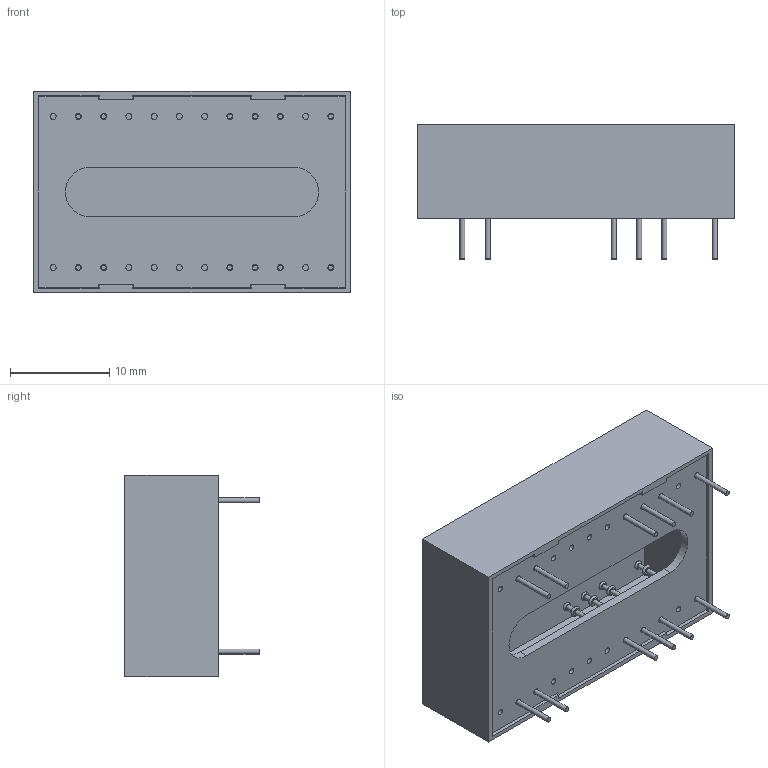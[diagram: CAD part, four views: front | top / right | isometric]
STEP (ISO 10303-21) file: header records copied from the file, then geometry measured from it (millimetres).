
FILE_DESCRIPTION(('FreeCAD Model'),'2;1');
FILE_NAME('Rxx-B_3D_20190725.step','2019-07-25T08:08:06',('Author'),(''), 'Open CASCADE STEP processor 7.3','FreeCAD','Unknown');
FILE_SCHEMA(('AUTOMOTIVE_DESIGN { 1 0 10303 214 1 1 1 1 }'));
Length unit declared in the file: millimetre
Products named in the file (14): Rxx-B_pin13(+Vout); Rxx-B_case; Rxx-B_pin3(-Vin); Rxx-B_pin12(+Vout); Rxx-B_pin16(Vref); Rxx-B_pin15(-Vout); Rxx-B_pin17(Vadj.); Rxx-B_pin10(-Vout); Rxx-B_pin23(+Vin); Rxx-B_potting; Rxx-B_pin2(-Vin); Rxx-B_pin8(Vadj.); Rxx-B_pin9(Vref); Rxx-B_pin22(+Vin)
Bounding box: 31.8 x 13.5 x 20.3 mm (x, y, z)
Volume: 1560.2 mm3; surface area: 4523.2 mm2
Topology: 14 solids, 14 shells, 287 faces, 657 edges, 446 vertices
Faces by surface type: plane 201, cylinder 62, torus 24
Full cylindrical faces by diameter (mm): 0.5 x24, 0.6 x24
Entity records: 9463 total; most frequent: CARTESIAN_POINT 1607, DIRECTION 1357, ORIENTED_EDGE 1314, EDGE_CURVE 657, AXIS2_PLACEMENT_3D 484, VERTEX_POINT 446, LINE 389, VECTOR 389
